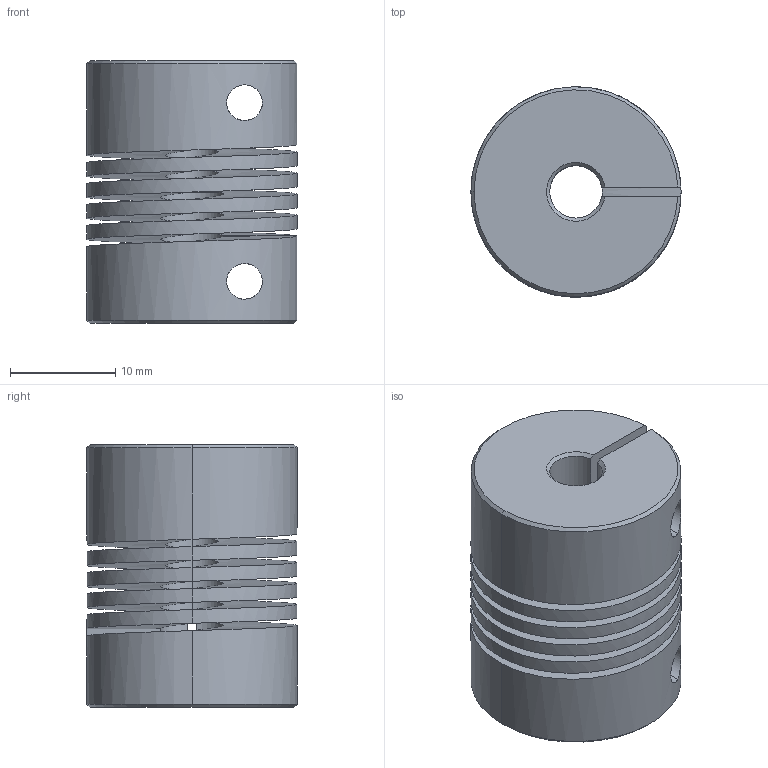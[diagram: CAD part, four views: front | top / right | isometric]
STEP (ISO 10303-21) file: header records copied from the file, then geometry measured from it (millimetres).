
FILE_DESCRIPTION (( 'STEP AP203' ), '1' );
FILE_NAME ('Flexible Coupling 5mm x 6mm.step', '2015-07-29T19:36:49', ( '' ), ( '' ), 'SwSTEP 2.0', 'SolidWorks 2014', '' );
FILE_SCHEMA (( 'CONFIG_CONTROL_DESIGN' ));
Length unit declared in the file: millimetre
Products named in the file (1): Flexible Coupling 5mm x 6mm
Bounding box: 20 x 20 x 25 mm (x, y, z)
Volume: 5745.6 mm3; surface area: 5663.3 mm2
Topology: 1 solids, 1 shells, 59 faces, 163 edges, 108 vertices
Faces by surface type: cylinder 38, plane 11, cone 6, bspline 4
Entity records: 3321 total; most frequent: CARTESIAN_POINT 1885, ORIENTED_EDGE 326, DIRECTION 241, EDGE_CURVE 163, VERTEX_POINT 108, AXIS2_PLACEMENT_3D 92, EDGE_LOOP 69, FACE_OUTER_BOUND 59
